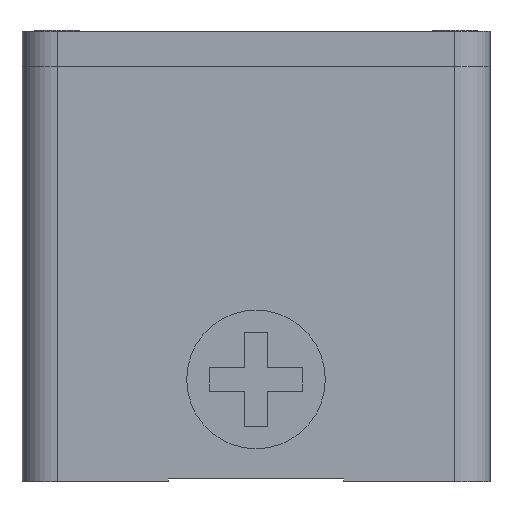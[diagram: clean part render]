
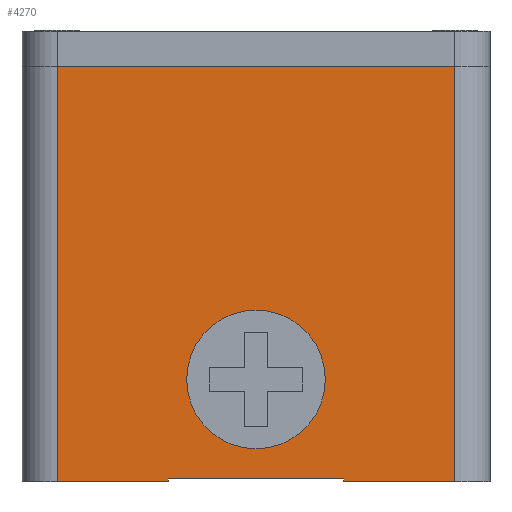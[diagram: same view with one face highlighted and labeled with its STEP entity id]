
A CAD part, front view. The second image highlights one B-rep face of the part: STEP entity #4270.
In plain terms, the highlighted planar face has unit normal (0, -1, 0).
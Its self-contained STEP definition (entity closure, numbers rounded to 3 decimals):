
#200=DIRECTION('',(1.,0.,0.));
#201=VECTOR('',#200,19.);
#202=CARTESIAN_POINT('',(6.,0.,0.));
#203=LINE('',#202,#201);
#243=DIRECTION('',(1.,0.,0.));
#244=VECTOR('',#243,19.);
#245=CARTESIAN_POINT('',(55.,0.,0.));
#246=LINE('',#245,#244);
#916=DIRECTION('',(1.,0.,0.));
#917=VECTOR('',#916,68.);
#918=CARTESIAN_POINT('',(6.,0.,71.));
#919=LINE('',#918,#917);
#1228=CARTESIAN_POINT('',(40.,0.,17.5));
#1229=DIRECTION('',(0.,-1.,0.));
#1230=DIRECTION('',(1.,0.,0.));
#1231=AXIS2_PLACEMENT_3D('',#1228,#1229,#1230);
#1233=CARTESIAN_POINT('',(40.,0.,17.5));
#1234=DIRECTION('',(0.,-1.,0.));
#1235=DIRECTION('',(-1.,0.,0.));
#1236=AXIS2_PLACEMENT_3D('',#1233,#1234,#1235);
#1238=DIRECTION('',(0.,0.,-1.));
#1239=VECTOR('',#1238,71.);
#1240=CARTESIAN_POINT('',(6.,0.,71.));
#1241=LINE('',#1240,#1239);
#1242=DIRECTION('',(0.,0.,-1.));
#1243=VECTOR('',#1242,71.);
#1244=CARTESIAN_POINT('',(74.,0.,71.));
#1245=LINE('',#1244,#1243);
#1246=DIRECTION('',(0.,0.,1.));
#1247=VECTOR('',#1246,0.5);
#1248=CARTESIAN_POINT('',(55.,0.,0.));
#1249=LINE('',#1248,#1247);
#1250=DIRECTION('',(1.,0.,0.));
#1251=VECTOR('',#1250,30.);
#1252=CARTESIAN_POINT('',(25.,0.,0.5));
#1253=LINE('',#1252,#1251);
#1254=DIRECTION('',(0.,0.,1.));
#1255=VECTOR('',#1254,0.5);
#1256=CARTESIAN_POINT('',(25.,0.,0.));
#1257=LINE('',#1256,#1255);
#2050=CARTESIAN_POINT('',(55.,0.,0.));
#2051=VERTEX_POINT('',#2050);
#2052=CARTESIAN_POINT('',(25.,0.,0.));
#2054=VERTEX_POINT('',#2052);
#2068=CARTESIAN_POINT('',(25.,0.,0.5));
#2069=CARTESIAN_POINT('',(55.,0.,0.5));
#2070=VERTEX_POINT('',#2068);
#2071=VERTEX_POINT('',#2069);
#2404=CARTESIAN_POINT('',(51.5,0.,17.5));
#2405=CARTESIAN_POINT('',(28.5,0.,17.5));
#2406=VERTEX_POINT('',#2404);
#2407=VERTEX_POINT('',#2405);
#2484=CARTESIAN_POINT('',(6.,0.,0.));
#2486=VERTEX_POINT('',#2484);
#2490=CARTESIAN_POINT('',(6.,0.,71.));
#2491=VERTEX_POINT('',#2490);
#2493=CARTESIAN_POINT('',(74.,0.,0.));
#2495=VERTEX_POINT('',#2493);
#2496=CARTESIAN_POINT('',(74.,0.,71.));
#2497=VERTEX_POINT('',#2496);
#4245=CARTESIAN_POINT('',(0.,0.,0.));
#4246=DIRECTION('',(0.,-1.,0.));
#4247=DIRECTION('',(1.,0.,0.));
#4248=AXIS2_PLACEMENT_3D('',#4245,#4246,#4247);
#4249=PLANE('',#4248);
#4250=ORIENTED_EDGE('',*,*,#4240,.F.);
#4251=ORIENTED_EDGE('',*,*,#3555,.T.);
#4253=ORIENTED_EDGE('',*,*,#4252,.T.);
#4254=ORIENTED_EDGE('',*,*,#2771,.F.);
#4256=ORIENTED_EDGE('',*,*,#4255,.T.);
#4258=ORIENTED_EDGE('',*,*,#4257,.F.);
#4260=ORIENTED_EDGE('',*,*,#4259,.F.);
#4261=ORIENTED_EDGE('',*,*,#2729,.F.);
#4262=EDGE_LOOP('',(#4250,#4251,#4253,#4254,#4256,#4258,#4260,#4261));
#4263=FACE_OUTER_BOUND('',#4262,.F.);
#4265=ORIENTED_EDGE('',*,*,#4264,.T.);
#4267=ORIENTED_EDGE('',*,*,#4266,.T.);
#4268=EDGE_LOOP('',(#4265,#4267));
#4269=FACE_BOUND('',#4268,.F.);
#1232=CIRCLE('',#1231,11.5);
#1237=CIRCLE('',#1236,11.5);
#2729=EDGE_CURVE('',#2486,#2054,#203,.T.);
#2771=EDGE_CURVE('',#2051,#2495,#246,.T.);
#3555=EDGE_CURVE('',#2491,#2497,#919,.T.);
#4240=EDGE_CURVE('',#2491,#2486,#1241,.T.);
#4252=EDGE_CURVE('',#2497,#2495,#1245,.T.);
#4255=EDGE_CURVE('',#2051,#2071,#1249,.T.);
#4257=EDGE_CURVE('',#2070,#2071,#1253,.T.);
#4259=EDGE_CURVE('',#2054,#2070,#1257,.T.);
#4264=EDGE_CURVE('',#2406,#2407,#1232,.T.);
#4266=EDGE_CURVE('',#2407,#2406,#1237,.T.);
#4270=ADVANCED_FACE('',(#4263,#4269),#4249,.T.);
